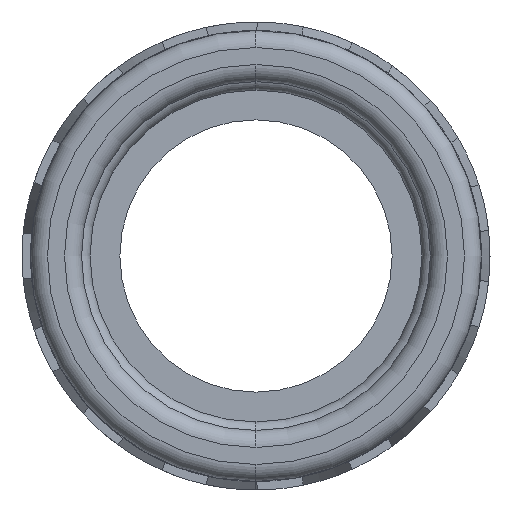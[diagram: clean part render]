
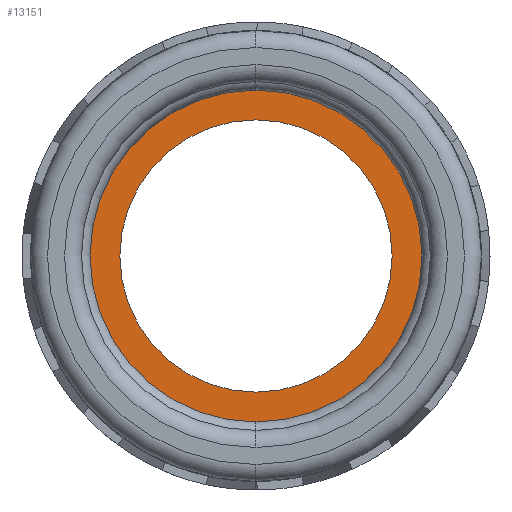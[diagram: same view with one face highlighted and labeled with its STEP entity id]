
A CAD part, left-side view. The second image highlights one B-rep face of the part: STEP entity #13151.
In plain terms, the highlighted planar face has unit normal (-1, 0, 0).
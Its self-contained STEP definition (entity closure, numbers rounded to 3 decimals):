
#235 = PLANE ( 'NONE',  #23723 ) ;
#1844 = ORIENTED_EDGE ( 'NONE', *, *, #8890, .T. ) ;
#2240 = CARTESIAN_POINT ( 'NONE',  ( -91.5, 0., 0. ) ) ;
#2694 = AXIS2_PLACEMENT_3D ( 'NONE', #23200, #11250, #25194 ) ;
#3931 = CARTESIAN_POINT ( 'NONE',  ( -91.5, 0., 8. ) ) ;
#4705 = DIRECTION ( 'NONE',  ( -1., 0., 0. ) ) ;
#4858 = DIRECTION ( 'NONE',  ( -1., 0., 0. ) ) ;
#5299 = ORIENTED_EDGE ( 'NONE', *, *, #14701, .F. ) ;
#5519 = DIRECTION ( 'NONE',  ( -1., 0., 0. ) ) ;
#5557 = FACE_BOUND ( 'NONE', #12649, .T. ) ;
#5764 = VERTEX_POINT ( 'NONE', #3931 ) ;
#7293 = EDGE_LOOP ( 'NONE', ( #17212, #1844 ) ) ;
#7439 = AXIS2_PLACEMENT_3D ( 'NONE', #17495, #5519, #19506 ) ;
#7482 = EDGE_CURVE ( 'NONE', #5764, #14672, #11178, .T. ) ;
#7520 = AXIS2_PLACEMENT_3D ( 'NONE', #16847, #4858, #18851 ) ;
#8343 = CIRCLE ( 'NONE', #7520, 10.25 ) ;
#8890 = EDGE_CURVE ( 'NONE', #18236, #20974, #24545, .T. ) ;
#10442 = CARTESIAN_POINT ( 'NONE',  ( -91.5, 0., 10.25 ) ) ;
#10894 = FACE_OUTER_BOUND ( 'NONE', #7293, .T. ) ;
#11178 = CIRCLE ( 'NONE', #2694, 8. ) ;
#11250 = DIRECTION ( 'NONE',  ( -1., 0., 0. ) ) ;
#12649 = EDGE_LOOP ( 'NONE', ( #15335, #5299 ) ) ;
#13151 = ADVANCED_FACE ( 'NONE', ( #5557, #10894 ), #235, .T. ) ;
#14319 = EDGE_CURVE ( 'NONE', #20974, #18236, #8343, .T. ) ;
#14672 = VERTEX_POINT ( 'NONE', #17610 ) ;
#14701 = EDGE_CURVE ( 'NONE', #14672, #5764, #25822, .T. ) ;
#15066 = AXIS2_PLACEMENT_3D ( 'NONE', #16700, #4705, #18706 ) ;
#15335 = ORIENTED_EDGE ( 'NONE', *, *, #7482, .F. ) ;
#16274 = DIRECTION ( 'NONE',  ( 0., 0., 1. ) ) ;
#16700 = CARTESIAN_POINT ( 'NONE',  ( -91.5, 0., 0. ) ) ;
#16847 = CARTESIAN_POINT ( 'NONE',  ( -91.5, 0., 0. ) ) ;
#17212 = ORIENTED_EDGE ( 'NONE', *, *, #14319, .T. ) ;
#17495 = CARTESIAN_POINT ( 'NONE',  ( -91.5, 0., 0. ) ) ;
#17610 = CARTESIAN_POINT ( 'NONE',  ( -91.5, 0., -8. ) ) ;
#18236 = VERTEX_POINT ( 'NONE', #20241 ) ;
#18468 = DIRECTION ( 'NONE',  ( -1., 0., 0. ) ) ;
#18706 = DIRECTION ( 'NONE',  ( 0., 0., 1. ) ) ;
#18851 = DIRECTION ( 'NONE',  ( 0., 0., 1. ) ) ;
#19506 = DIRECTION ( 'NONE',  ( 0., 0., 1. ) ) ;
#20241 = CARTESIAN_POINT ( 'NONE',  ( -91.5, 0., -10.25 ) ) ;
#20974 = VERTEX_POINT ( 'NONE', #10442 ) ;
#23200 = CARTESIAN_POINT ( 'NONE',  ( -91.5, 0., 0. ) ) ;
#23723 = AXIS2_PLACEMENT_3D ( 'NONE', #2240, #18468, #16274 ) ;
#24545 = CIRCLE ( 'NONE', #7439, 10.25 ) ;
#25194 = DIRECTION ( 'NONE',  ( 0., 0., 1. ) ) ;
#25822 = CIRCLE ( 'NONE', #15066, 8. ) ;
